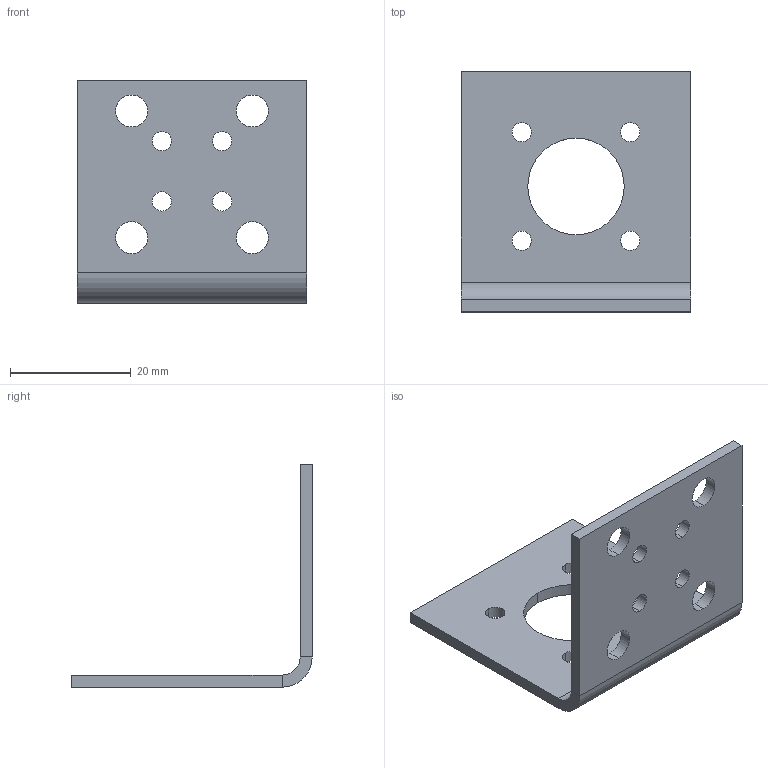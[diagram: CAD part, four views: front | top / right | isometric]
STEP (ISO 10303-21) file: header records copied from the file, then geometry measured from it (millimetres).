
FILE_DESCRIPTION (( 'STEP AP214' ), '1' );
FILE_NAME ('M芛毞盄殤_楊擘.STEP', '2025-08-04T15:04:43', ( '' ), ( '' ), 'SwSTEP 2.0', 'SolidWorks 2021', '' );
FILE_SCHEMA (( 'AUTOMOTIVE_DESIGN' ));
Length unit declared in the file: millimetre
Products named in the file (1): M芛毞盄殤_楊擘
Bounding box: 38 x 39.86 x 36.86 mm (x, y, z)
Volume: 4840.7 mm3; surface area: 5679.3 mm2
Topology: 1 solids, 1 shells, 40 faces, 106 edges, 68 vertices
Faces by surface type: cylinder 28, plane 12
Entity records: 1348 total; most frequent: DIRECTION 244, CARTESIAN_POINT 215, ORIENTED_EDGE 212, EDGE_CURVE 106, AXIS2_PLACEMENT_3D 97, VERTEX_POINT 68, EDGE_LOOP 66, CIRCLE 56
